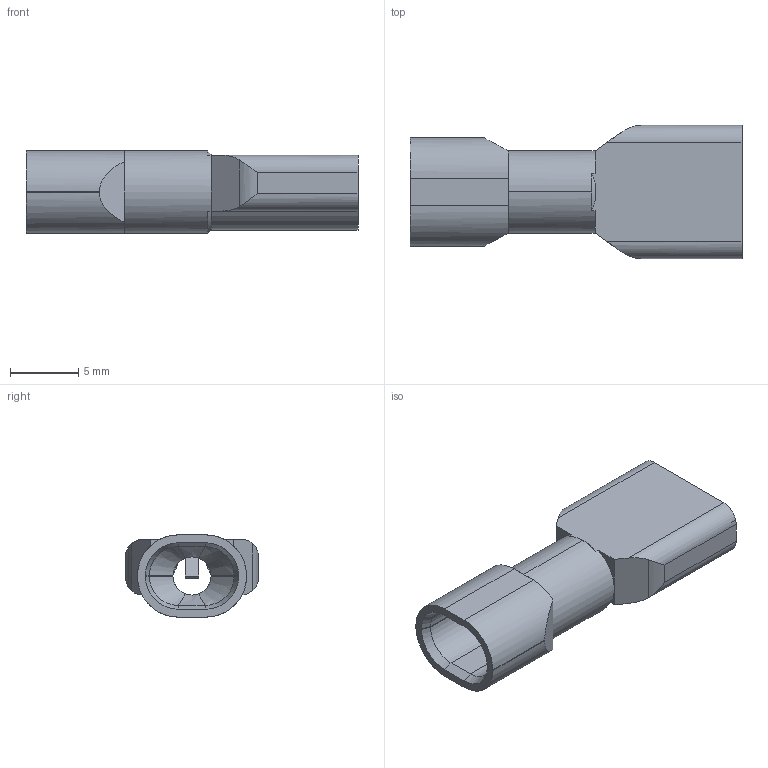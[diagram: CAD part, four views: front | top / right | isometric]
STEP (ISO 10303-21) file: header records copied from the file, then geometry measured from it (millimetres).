
FILE_DESCRIPTION((''),'2;1');
FILE_NAME('196001300','2018-10-31T',('gga'),(''),'PRO/ENGINEER BY PARAMETRIC TECHNOLOGY CORPORATION, 2016010','PRO/ENGINEER BY PARAMETRIC TECHNOLOGY CORPORATION, 2016010','');
FILE_SCHEMA(('CONFIG_CONTROL_DESIGN'));
Length unit declared in the file: inch
Products named in the file (1): 196001300
Bounding box: 24.38 x 9.78 x 6.05 mm (x, y, z)
Volume: 522.8 mm3; surface area: 1190.7 mm2
Topology: 1 solids, 1 shells, 125 faces, 344 edges, 220 vertices
Faces by surface type: plane 73, cylinder 34, bspline 11, cone 4, torus 3
Entity records: 4389 total; most frequent: CARTESIAN_POINT 1169, ORIENTED_EDGE 686, DIRECTION 637, EDGE_CURVE 343, VECTOR 225, LINE 225, VERTEX_POINT 218, AXIS2_PLACEMENT_3D 206
